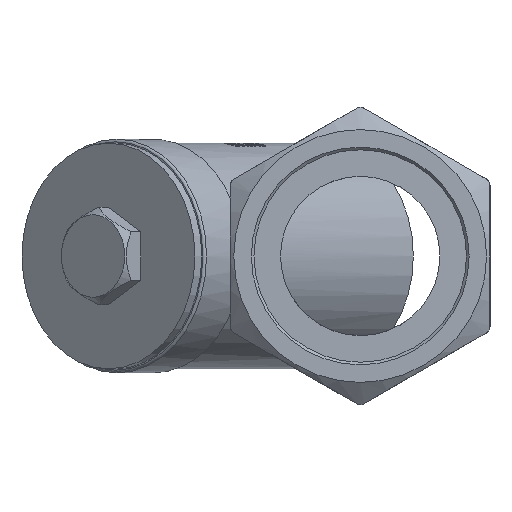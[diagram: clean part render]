
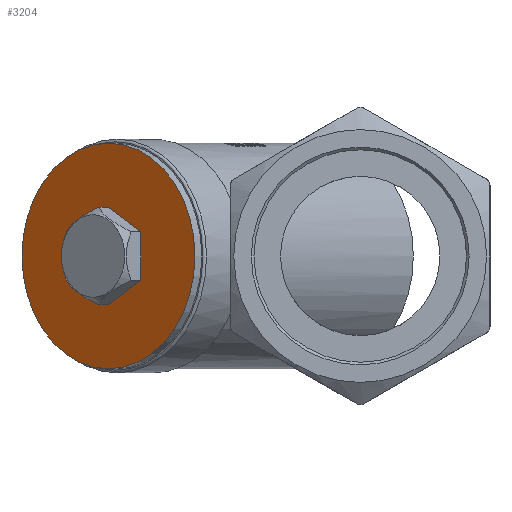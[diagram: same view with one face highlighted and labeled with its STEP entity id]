
A CAD part, left-side view. The second image highlights one B-rep face of the part: STEP entity #3204.
In plain terms, the highlighted planar face has unit normal (-0.766, 0.643, 0).
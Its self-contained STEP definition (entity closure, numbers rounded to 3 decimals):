
#182=FACE_BOUND('',#1094,.T.);
#264=PLANE('',#3550);
#508=LINE('',#6776,#682);
#511=LINE('',#6781,#685);
#513=LINE('',#6785,#687);
#515=LINE('',#6789,#689);
#517=LINE('',#6793,#691);
#518=LINE('',#6795,#692);
#682=VECTOR('',#4337,10.);
#685=VECTOR('',#4342,10.);
#687=VECTOR('',#4346,10.);
#689=VECTOR('',#4350,10.);
#691=VECTOR('',#4354,10.);
#692=VECTOR('',#4357,10.);
#904=FACE_OUTER_BOUND('',#1093,.T.);
#1093=EDGE_LOOP('',(#2805));
#1094=EDGE_LOOP('',(#2806,#2807,#2808,#2809,#2810,#2811));
#1186=CIRCLE('',#3549,42.5);
#1472=VERTEX_POINT('',#6773);
#1473=VERTEX_POINT('',#6775);
#1474=VERTEX_POINT('',#6779);
#1475=VERTEX_POINT('',#6783);
#1476=VERTEX_POINT('',#6787);
#1477=VERTEX_POINT('',#6791);
#1478=VERTEX_POINT('',#6798);
#1918=EDGE_CURVE('',#1473,#1472,#508,.T.);
#1921=EDGE_CURVE('',#1472,#1474,#511,.T.);
#1923=EDGE_CURVE('',#1474,#1475,#513,.T.);
#1925=EDGE_CURVE('',#1475,#1476,#515,.T.);
#1927=EDGE_CURVE('',#1476,#1477,#517,.T.);
#1928=EDGE_CURVE('',#1477,#1473,#518,.T.);
#1929=EDGE_CURVE('',#1478,#1478,#1186,.T.);
#2805=ORIENTED_EDGE('',*,*,#1929,.T.);
#2806=ORIENTED_EDGE('',*,*,#1925,.T.);
#2807=ORIENTED_EDGE('',*,*,#1927,.T.);
#2808=ORIENTED_EDGE('',*,*,#1928,.T.);
#2809=ORIENTED_EDGE('',*,*,#1918,.T.);
#2810=ORIENTED_EDGE('',*,*,#1921,.T.);
#2811=ORIENTED_EDGE('',*,*,#1923,.T.);
#3204=ADVANCED_FACE('',(#904,#182),#264,.T.);
#3549=AXIS2_PLACEMENT_3D('',#6799,#4362,#4363);
#3550=AXIS2_PLACEMENT_3D('',#6801,#4365,#4366);
#4337=DIRECTION('',(0.,0.,-1.));
#4342=DIRECTION('',(0.557,0.663,-0.5));
#4346=DIRECTION('',(0.557,0.663,0.5));
#4350=DIRECTION('',(0.,0.,1.));
#4354=DIRECTION('',(-0.557,-0.663,0.5));
#4357=DIRECTION('',(-0.557,-0.663,-0.5));
#4362=DIRECTION('center_axis',(-0.766,0.643,0.));
#4363=DIRECTION('ref_axis',(0.,0.,1.));
#4365=DIRECTION('center_axis',(-0.766,0.643,0.));
#4366=DIRECTION('ref_axis',(0.,0.,1.));
#6773=CARTESIAN_POINT('',(36.077,82.606,-9.174));
#6775=CARTESIAN_POINT('',(36.077,82.606,9.174));
#6776=CARTESIAN_POINT('',(36.077,82.606,-4.587));
#6779=CARTESIAN_POINT('',(46.291,94.779,-18.349));
#6781=CARTESIAN_POINT('',(43.738,91.736,-16.055));
#6783=CARTESIAN_POINT('',(56.506,106.952,-9.174));
#6785=CARTESIAN_POINT('',(53.952,103.909,-11.468));
#6787=CARTESIAN_POINT('',(56.506,106.952,9.174));
#6789=CARTESIAN_POINT('',(56.506,106.952,4.587));
#6791=CARTESIAN_POINT('',(46.291,94.779,18.349));
#6793=CARTESIAN_POINT('',(48.845,97.822,16.055));
#6795=CARTESIAN_POINT('',(38.631,85.65,11.468));
#6798=CARTESIAN_POINT('',(46.291,94.779,-42.5));
#6799=CARTESIAN_POINT('Origin',(46.291,94.779,0.));
#6801=CARTESIAN_POINT('Origin',(46.291,94.779,0.));
